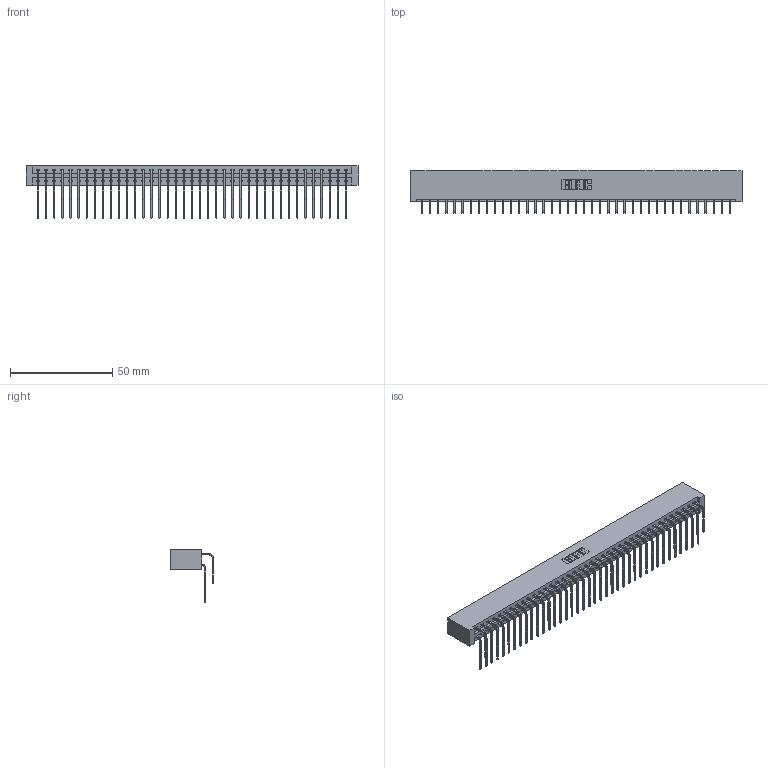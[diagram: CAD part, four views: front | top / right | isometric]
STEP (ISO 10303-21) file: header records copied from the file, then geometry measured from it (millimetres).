
FILE_DESCRIPTION (( 'STEP AP203' ), '1' );
FILE_NAME ('337-078-559-201.STEP', '2019-10-10T11:44:33', ( '' ), ( '' ), 'SwSTEP 2.0', 'SolidWorks 2016', '' );
FILE_SCHEMA (( 'CONFIG_CONTROL_DESIGN' ));
Length unit declared in the file: inch
Products named in the file (4): 337-078-559-201; 337 Part_No Mounting Lugs; 345-292-001_559 Tail - 2; 345-292-001_558 559 Tail - 1
Assembly tree (79 placements, depth 2):
  337-078-559-201
    337 Part_No Mounting Lugs
    345-292-001_558 559 Tail - 1  x39
    345-292-001_559 Tail - 2  x39
Bounding box: 162.41 x 20.9 x 25.53 mm (x, y, z)
Volume: 18286.6 mm3; surface area: 22959.3 mm2
Topology: 79 solids, 79 shells, 4474 faces, 13313 edges, 8770 vertices
Faces by surface type: plane 3186, cylinder 1288
Entity records: 32133 total; most frequent: CARTESIAN_POINT 5461, ORIENTED_EDGE 5346, DIRECTION 4625, EDGE_CURVE 2673, LINE 2513, VECTOR 2513, VERTEX_POINT 1778, AXIS2_PLACEMENT_3D 1056
